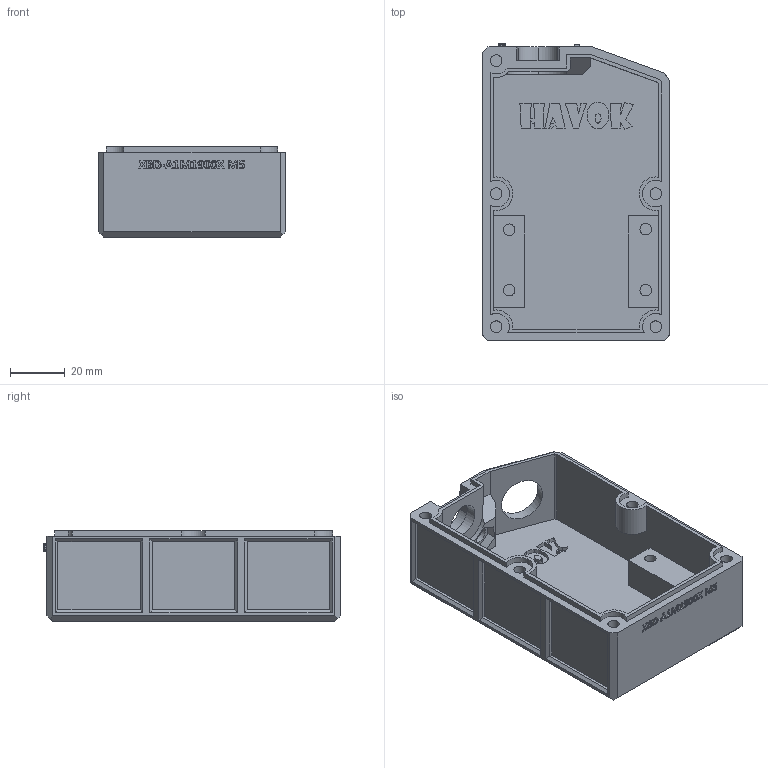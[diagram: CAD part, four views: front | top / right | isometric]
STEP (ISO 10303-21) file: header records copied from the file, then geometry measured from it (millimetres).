
FILE_DESCRIPTION(/* description */ (''),/* implementation_level */ '2;1');
FILE_NAME(/* name */ 'Component_Havok A1M1900x M5 Bottom.step',/* time_stamp */ '2025-05-20T17:11:43-05:00',/* author */ (''),/* organization */ (''),/* preprocessor_version */ 'ST-DEVELOPER v20.1',/* originating_system */ 'Autodesk Translation Framework v14.4.0.0',/* authorisation */ '');
FILE_SCHEMA (('AUTOMOTIVE_DESIGN { 1 0 10303 214 3 1 1 }'));
Products named in the file (1): 2025-05-20-17-11-42-494
Bounding box: 68.19 x 108.25 x 33 mm (x, y, z)
Volume: 67810.5 mm3; surface area: 40224.1 mm2
Topology: 5 solids, 5 shells, 1427 faces, 3805 edges, 2527 vertices
Faces by surface type: plane 773, bspline 627, cylinder 25, cone 2
Full cylindrical faces by diameter (mm): 4.2 x9, 6.75 x2, 12.4 x1, 13 x2, 16.5 x1
Entity records: 50194 total; most frequent: CARTESIAN_POINT 18844, ORIENTED_EDGE 7610, DIRECTION 4207, EDGE_CURVE 3805, VERTEX_POINT 2527, LINE 2479, VECTOR 2479, EDGE_LOOP 1578
